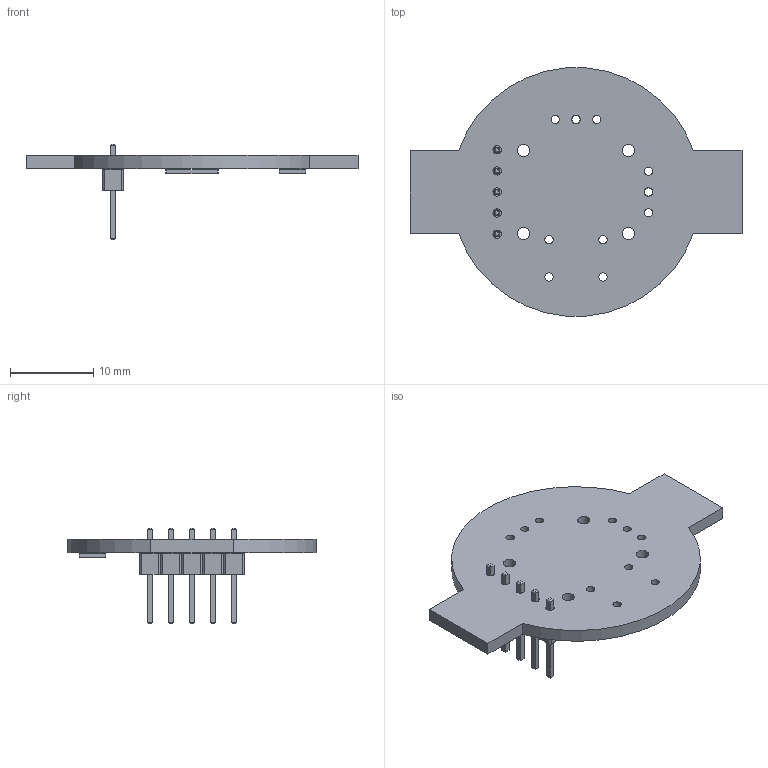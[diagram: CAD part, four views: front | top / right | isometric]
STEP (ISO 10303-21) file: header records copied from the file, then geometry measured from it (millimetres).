
FILE_DESCRIPTION(('KiCad electronic assembly'),'2;1');
FILE_NAME('JoystickPCB.step','2023-05-18T11:07:00',('Pcbnew'),('Kicad'), 'Open CASCADE STEP processor 7.6','KiCad to STEP converter','Unknown' );
FILE_SCHEMA(('AUTOMOTIVE_DESIGN { 1 0 10303 214 1 1 1 1 }'));
Length unit declared in the file: millimetre
Products named in the file (7): JoystickPCB 1; R_2512_6332Metric; SOLID; PinHeader_1x05_P2.54mm_Vertical; JoystickPCB PCB; JoystickPCB 2
Assembly tree (6 placements, depth 3):
  JoystickPCB 1
    R_2512_6332Metric  x2
      SOLID
    PinHeader_1x05_P2.54mm_Vertical
      SOLID
    JoystickPCB PCB
  JoystickPCB 2
Bounding box: 40 x 29.9 x 11.54 mm (x, y, z)
Volume: 1390.5 mm3; surface area: 2239.5 mm2
Topology: 4 solids, 4 shells, 205 faces, 513 edges, 326 vertices
Faces by surface type: bspline 176, cylinder 21, plane 8
Full cylindrical faces by diameter (mm): 1 x15, 1.5 x4
Entity records: 11188 total; most frequent: CARTESIAN_POINT 3425, B_SPLINE_CURVE_WITH_KNOTS 1060, ORIENTED_EDGE 890, PCURVE 890, DEFINITIONAL_REPRESENTATION 890, EDGE_CURVE 445, SURFACE_CURVE 426, DIRECTION 357
